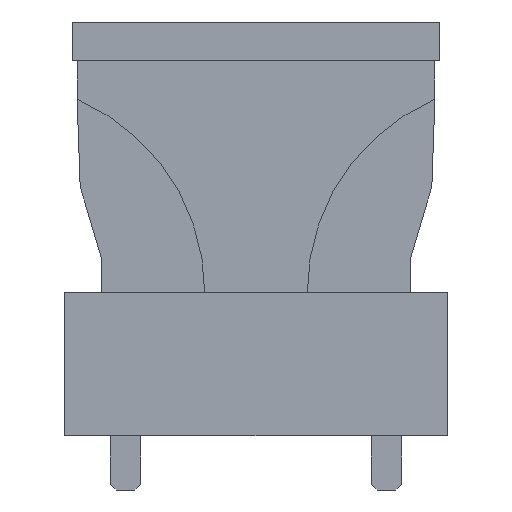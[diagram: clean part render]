
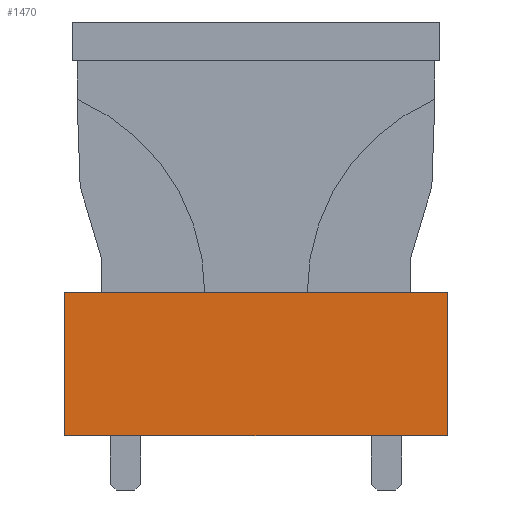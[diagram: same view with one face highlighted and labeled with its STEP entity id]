
A CAD part, front view. The second image highlights one B-rep face of the part: STEP entity #1470.
In plain terms, the highlighted planar face has unit normal (0, -1, 0).
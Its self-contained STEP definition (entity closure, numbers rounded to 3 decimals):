
#58=FACE_OUTER_BOUND('',#146,.T.);
#146=EDGE_LOOP('',(#989,#990,#991,#992));
#243=LINE('',#2115,#441);
#244=LINE('',#2117,#442);
#245=LINE('',#2119,#443);
#246=LINE('',#2120,#444);
#441=VECTOR('',#1713,10.);
#442=VECTOR('',#1714,10.);
#443=VECTOR('',#1715,10.);
#444=VECTOR('',#1716,10.);
#635=VERTEX_POINT('',#2113);
#636=VERTEX_POINT('',#2114);
#637=VERTEX_POINT('',#2116);
#638=VERTEX_POINT('',#2118);
#775=EDGE_CURVE('',#635,#636,#243,.T.);
#776=EDGE_CURVE('',#636,#637,#244,.T.);
#777=EDGE_CURVE('',#638,#637,#245,.T.);
#778=EDGE_CURVE('',#635,#638,#246,.T.);
#989=ORIENTED_EDGE('',*,*,#775,.T.);
#990=ORIENTED_EDGE('',*,*,#776,.T.);
#991=ORIENTED_EDGE('',*,*,#777,.F.);
#992=ORIENTED_EDGE('',*,*,#778,.F.);
#1386=PLANE('',#1591);
#1470=ADVANCED_FACE('',(#58),#1386,.T.);
#1591=AXIS2_PLACEMENT_3D('',#2112,#1711,#1712);
#1711=DIRECTION('center_axis',(0.,-1.,0.));
#1712=DIRECTION('ref_axis',(1.,0.,0.));
#1713=DIRECTION('',(1.,0.,0.));
#1714=DIRECTION('',(0.,0.,1.));
#1715=DIRECTION('',(1.,0.,0.));
#1716=DIRECTION('',(0.,0.,1.));
#2112=CARTESIAN_POINT('Origin',(-9.9,-3.4,0.));
#2113=CARTESIAN_POINT('',(-9.9,-3.4,0.));
#2114=CARTESIAN_POINT('',(9.9,-3.4,0.));
#2115=CARTESIAN_POINT('',(-9.9,-3.4,0.));
#2116=CARTESIAN_POINT('',(9.9,-3.4,7.4));
#2117=CARTESIAN_POINT('',(9.9,-3.4,0.));
#2118=CARTESIAN_POINT('',(-9.9,-3.4,7.4));
#2119=CARTESIAN_POINT('',(-9.9,-3.4,7.4));
#2120=CARTESIAN_POINT('',(-9.9,-3.4,0.));
